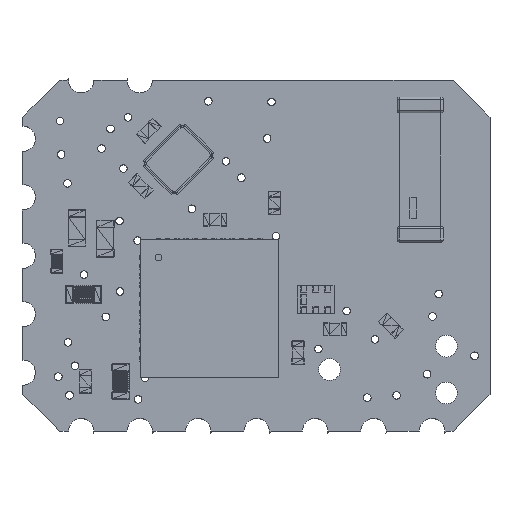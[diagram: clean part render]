
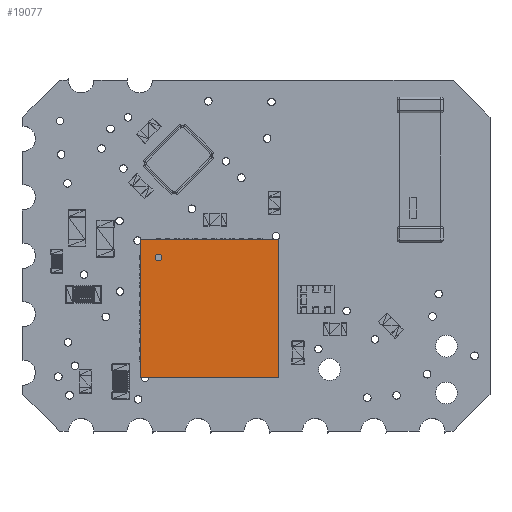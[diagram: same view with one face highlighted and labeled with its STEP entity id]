
A CAD part, top view. The second image highlights one B-rep face of the part: STEP entity #19077.
In plain terms, the highlighted face is planar.
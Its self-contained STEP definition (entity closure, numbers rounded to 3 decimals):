
#19040 = VERTEX_POINT('',#19041);
#19041 = CARTESIAN_POINT('',(-2.214,0.848,3.301));
#19059 = VERTEX_POINT('',#19060);
#19060 = CARTESIAN_POINT('',(-2.214,0.848,3.601));
#19066 = EDGE_CURVE('',#19040,#19059,#19067,.T.);
#19067 = CIRCLE('',#19068,0.15);
#19068 = AXIS2_PLACEMENT_3D('',#19069,#19070,#19071);
#19069 = CARTESIAN_POINT('',(-2.214,0.848,3.451));
#19070 = DIRECTION('',(0.,1.,0.));
#19071 = DIRECTION('',(0.,0.,-1.));
#19077 = ADVANCED_FACE('',(#19078,#19088),#19122,.F.);
#19078 = FACE_BOUND('',#19079,.T.);
#19079 = EDGE_LOOP('',(#19080,#19081));
#19080 = ORIENTED_EDGE('',*,*,#19066,.F.);
#19081 = ORIENTED_EDGE('',*,*,#19082,.F.);
#19082 = EDGE_CURVE('',#19059,#19040,#19083,.T.);
#19083 = CIRCLE('',#19084,0.15);
#19084 = AXIS2_PLACEMENT_3D('',#19085,#19086,#19087);
#19085 = CARTESIAN_POINT('',(-2.214,0.848,3.451));
#19086 = DIRECTION('',(0.,1.,0.));
#19087 = DIRECTION('',(0.,0.,-1.));
#19088 = FACE_BOUND('',#19089,.T.);
#19089 = EDGE_LOOP('',(#19090,#19100,#19108,#19116));
#19090 = ORIENTED_EDGE('',*,*,#19091,.F.);
#19091 = EDGE_CURVE('',#19092,#19094,#19096,.T.);
#19092 = VERTEX_POINT('',#19093);
#19093 = CARTESIAN_POINT('',(-3.014,0.848,-1.749));
#19094 = VERTEX_POINT('',#19095);
#19095 = CARTESIAN_POINT('',(2.986,0.848,-1.749));
#19096 = LINE('',#19097,#19098);
#19097 = CARTESIAN_POINT('',(-0.014,0.848,-1.749)
  );
#19098 = VECTOR('',#19099,1.);
#19099 = DIRECTION('',(1.,0.,0.));
#19100 = ORIENTED_EDGE('',*,*,#19101,.F.);
#19101 = EDGE_CURVE('',#19102,#19092,#19104,.T.);
#19102 = VERTEX_POINT('',#19103);
#19103 = CARTESIAN_POINT('',(-3.014,0.848,4.251));
#19104 = LINE('',#19105,#19106);
#19105 = CARTESIAN_POINT('',(-3.014,0.848,-0.249));
#19106 = VECTOR('',#19107,1.);
#19107 = DIRECTION('',(0.,0.,-1.));
#19108 = ORIENTED_EDGE('',*,*,#19109,.F.);
#19109 = EDGE_CURVE('',#19110,#19102,#19112,.T.);
#19110 = VERTEX_POINT('',#19111);
#19111 = CARTESIAN_POINT('',(2.986,0.848,4.251));
#19112 = LINE('',#19113,#19114);
#19113 = CARTESIAN_POINT('',(-0.014,0.848,4.251)
  );
#19114 = VECTOR('',#19115,1.);
#19115 = DIRECTION('',(-1.,0.,0.));
#19116 = ORIENTED_EDGE('',*,*,#19117,.F.);
#19117 = EDGE_CURVE('',#19094,#19110,#19118,.T.);
#19118 = LINE('',#19119,#19120);
#19119 = CARTESIAN_POINT('',(2.986,0.848,-0.249));
#19120 = VECTOR('',#19121,1.);
#19121 = DIRECTION('',(0.,0.,1.));
#19122 = PLANE('',#19123);
#19123 = AXIS2_PLACEMENT_3D('',#19124,#19125,#19126);
#19124 = CARTESIAN_POINT('',(-0.014,0.848,-0.249)
  );
#19125 = DIRECTION('',(0.,-1.,0.));
#19126 = DIRECTION('',(0.,0.,-1.));
